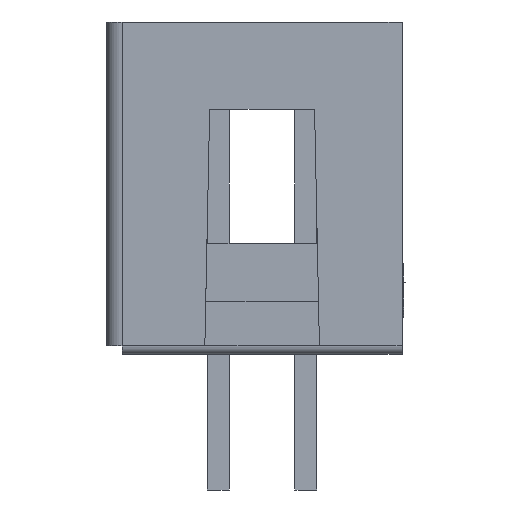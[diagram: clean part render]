
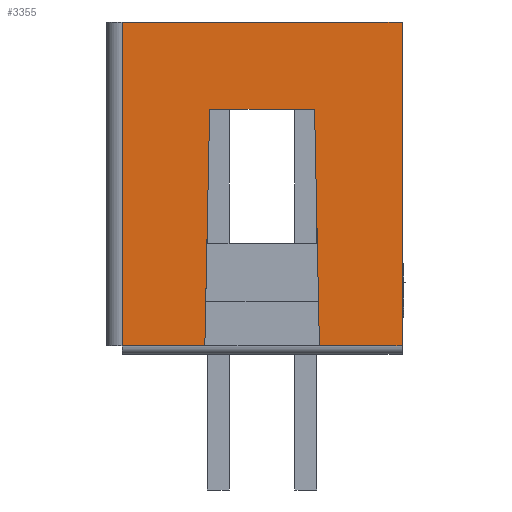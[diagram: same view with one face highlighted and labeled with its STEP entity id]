
A CAD part, left-side view. The second image highlights one B-rep face of the part: STEP entity #3355.
In plain terms, the highlighted planar face has unit normal (-1, 0, 0).
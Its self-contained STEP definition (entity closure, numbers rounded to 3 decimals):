
#3056=CARTESIAN_POINT('',(-13.818,-4.064,9.652));
#3057=VERTEX_POINT('',#3056);
#3066=CARTESIAN_POINT('',(-13.818,-4.064,0.254));
#3067=VERTEX_POINT('',#3066);
#3068=CARTESIAN_POINT('',(-13.818,-4.064,0.254));
#3069=DIRECTION('',(0.0,0.0,1.0));
#3070=VECTOR('',#3069,9.398);
#3071=LINE('',#3068,#3070);
#3072=EDGE_CURVE('',#3067,#3057,#3071,.T.);
#3261=CARTESIAN_POINT('',(-13.818,4.064,9.652));
#3262=VERTEX_POINT('',#3261);
#3269=CARTESIAN_POINT('',(-13.818,4.064,9.652));
#3270=DIRECTION('',(0.0,-1.0,0.0));
#3271=VECTOR('',#3270,8.128);
#3272=LINE('',#3269,#3271);
#3273=EDGE_CURVE('',#3262,#3057,#3272,.T.);
#3300=CARTESIAN_POINT('',(-13.818,4.47,-0.216));
#3301=DIRECTION('',(-1.0,0.0,0.0));
#3302=DIRECTION('',(0.0,0.0,-1.0));
#3303=AXIS2_PLACEMENT_3D('',#3300,#3301,#3302);
#3304=PLANE('',#3303);
#3305=CARTESIAN_POINT('',(-13.818,4.064,0.254));
#3306=VERTEX_POINT('',#3305);
#3307=CARTESIAN_POINT('',(-13.818,4.064,9.652));
#3308=DIRECTION('',(0.0,0.0,-1.0));
#3309=VECTOR('',#3308,9.398);
#3310=LINE('',#3307,#3309);
#3311=EDGE_CURVE('',#3262,#3306,#3310,.T.);
#3312=ORIENTED_EDGE('',*,*,#3311,.T.);
#3313=CARTESIAN_POINT('',(-13.818,1.664,0.254));
#3314=VERTEX_POINT('',#3313);
#3315=CARTESIAN_POINT('',(-13.818,1.664,0.254));
#3316=DIRECTION('',(0.0,1.0,0.0));
#3317=VECTOR('',#3316,2.4);
#3318=LINE('',#3315,#3317);
#3319=EDGE_CURVE('',#3314,#3306,#3318,.T.);
#3320=ORIENTED_EDGE('',*,*,#3319,.F.);
#3321=CARTESIAN_POINT('',(-13.818,1.524,7.112));
#3322=VERTEX_POINT('',#3321);
#3323=CARTESIAN_POINT('',(-13.818,1.524,7.112));
#3324=DIRECTION('',(0.0,0.02,-1.));
#3325=VECTOR('',#3324,6.859);
#3326=LINE('',#3323,#3325);
#3327=EDGE_CURVE('',#3322,#3314,#3326,.T.);
#3328=ORIENTED_EDGE('',*,*,#3327,.F.);
#3329=CARTESIAN_POINT('',(-13.818,-1.524,7.112));
#3330=VERTEX_POINT('',#3329);
#3331=CARTESIAN_POINT('',(-13.818,1.524,7.112));
#3332=DIRECTION('',(0.0,-1.0,0.0));
#3333=VECTOR('',#3332,3.048);
#3334=LINE('',#3331,#3333);
#3335=EDGE_CURVE('',#3322,#3330,#3334,.T.);
#3336=ORIENTED_EDGE('',*,*,#3335,.T.);
#3337=CARTESIAN_POINT('',(-13.818,-1.664,0.254));
#3338=VERTEX_POINT('',#3337);
#3339=CARTESIAN_POINT('',(-13.818,-1.664,0.254));
#3340=DIRECTION('',(0.0,0.02,1.));
#3341=VECTOR('',#3340,6.859);
#3342=LINE('',#3339,#3341);
#3343=EDGE_CURVE('',#3338,#3330,#3342,.T.);
#3344=ORIENTED_EDGE('',*,*,#3343,.F.);
#3345=CARTESIAN_POINT('',(-13.818,-4.064,0.254));
#3346=DIRECTION('',(0.0,1.0,0.0));
#3347=VECTOR('',#3346,2.4);
#3348=LINE('',#3345,#3347);
#3349=EDGE_CURVE('',#3067,#3338,#3348,.T.);
#3350=ORIENTED_EDGE('',*,*,#3349,.F.);
#3351=ORIENTED_EDGE('',*,*,#3072,.T.);
#3352=ORIENTED_EDGE('',*,*,#3273,.F.);
#3353=EDGE_LOOP('',(#3312,#3320,#3328,#3336,#3344,#3350,#3351,#3352));
#3354=FACE_OUTER_BOUND('',#3353,.T.);
#3355=ADVANCED_FACE('',(#3354),#3304,.T.);
